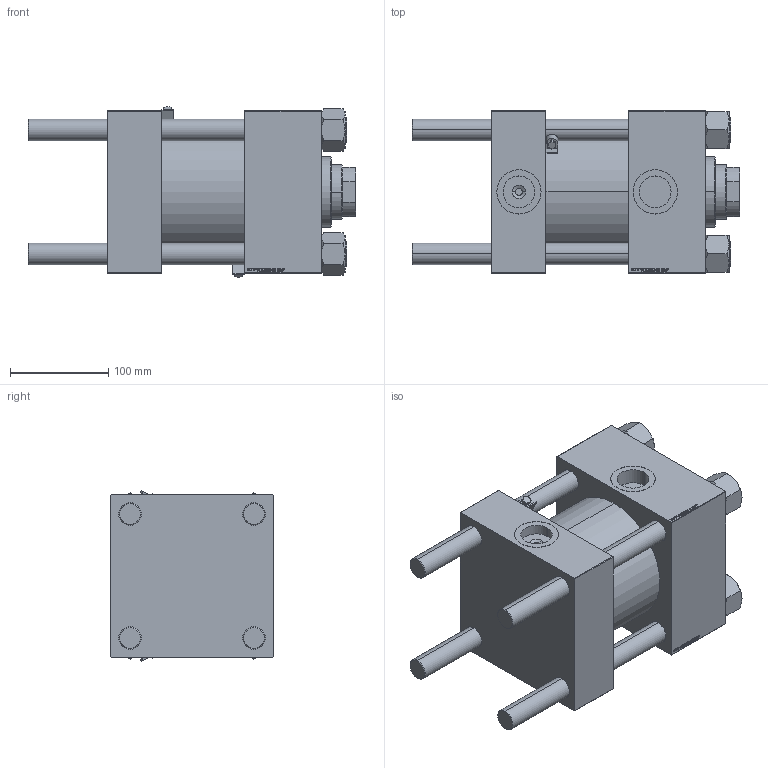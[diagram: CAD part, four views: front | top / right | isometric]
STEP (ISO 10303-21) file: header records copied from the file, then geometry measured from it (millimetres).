
FILE_DESCRIPTION (( 'STEP AP203' ), '1' );
FILE_NAME ('d249.STEP', '2024-02-07T05:37:22', ( '' ), ( '' ), 'SwSTEP 2.0', 'SolidWorks 2019', '' );
FILE_SCHEMA (( 'CONFIG_CONTROL_DESIGN' ));
Length unit declared in the file: millimetre
Products named in the file (7): V215_VC_A 330451ae7bf25b13be67bf5746a0de18; V215CR_BODY_A 330451ae7bf25b13be67bf5746a0de18; CR025_012_A_0_G_A_G_M_020_+#_##_TYCINKA 330451ae7bf25b13be67bf5746a0de18; d249; MSRF_MSRG1 330451ae7bf25b13be67bf5746a0de18; NUT_M5 330451ae7bf25b13be67bf5746a0de18; V215CR_VCP 330451ae7bf25b13be67bf5746a0de18
Assembly tree (13 placements, depth 2):
  d249
    V215CR_BODY_A 330451ae7bf25b13be67bf5746a0de18
    CR025_012_A_0_G_A_G_M_020_+#_##_TYCINKA 330451ae7bf25b13be67bf5746a0de18  x4
    NUT_M5 330451ae7bf25b13be67bf5746a0de18  x4
    V215CR_VCP 330451ae7bf25b13be67bf5746a0de18
    V215_VC_A 330451ae7bf25b13be67bf5746a0de18
    MSRF_MSRG1 330451ae7bf25b13be67bf5746a0de18  x2
Bounding box: 333 x 165 x 173.84 mm (x, y, z)
Volume: 4688977.6 mm3; surface area: 553706.1 mm2
Topology: 13 solids, 13 shells, 1246 faces, 3156 edges, 2055 vertices
Faces by surface type: plane 604, bspline 392, cone 136, cylinder 106, torus 8
Entity records: 51414 total; most frequent: CARTESIAN_POINT 27343, ORIENTED_EDGE 5426, DIRECTION 3463, EDGE_CURVE 2713, VERTEX_POINT 1785, VECTOR 1653, LINE 1653, EDGE_LOOP 1190
